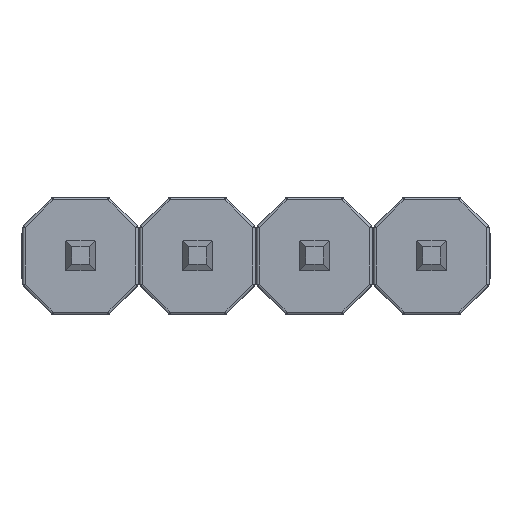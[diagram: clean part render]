
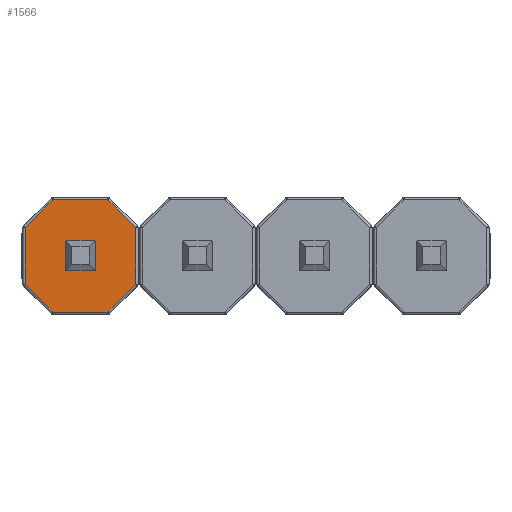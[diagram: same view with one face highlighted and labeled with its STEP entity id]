
A CAD part, top view. The second image highlights one B-rep face of the part: STEP entity #1566.
In plain terms, the highlighted planar face has unit normal (0, 0, 1).
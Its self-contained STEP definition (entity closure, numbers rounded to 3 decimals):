
#96=FACE_BOUND('',#310,.T.);
#217=FACE_OUTER_BOUND('',#309,.T.);
#309=EDGE_LOOP('',(#1182,#1183,#1184,#1185,#1186,#1187,#1188,#1189));
#310=EDGE_LOOP('',(#1190,#1191,#1192,#1193,#1194,#1195,#1196,#1197,#1198,
#1199,#1200,#1201));
#343=LINE('',#2300,#483);
#349=LINE('',#2312,#489);
#351=LINE('',#2318,#491);
#357=LINE('',#2330,#497);
#359=LINE('',#2335,#499);
#363=LINE('',#2342,#503);
#365=LINE('',#2347,#505);
#369=LINE('',#2354,#509);
#396=LINE('',#2477,#536);
#399=LINE('',#2509,#539);
#402=LINE('',#2532,#542);
#403=LINE('',#2540,#543);
#405=LINE('',#2543,#545);
#408=LINE('',#2549,#548);
#420=LINE('',#2567,#560);
#427=LINE('',#2578,#567);
#434=LINE('',#2591,#574);
#435=LINE('',#2592,#575);
#436=LINE('',#2593,#576);
#437=LINE('',#2594,#577);
#483=VECTOR('',#1824,10.);
#489=VECTOR('',#1832,10.);
#491=VECTOR('',#1836,10.);
#497=VECTOR('',#1844,10.);
#499=VECTOR('',#1848,10.);
#503=VECTOR('',#1854,10.);
#505=VECTOR('',#1858,10.);
#509=VECTOR('',#1864,10.);
#536=VECTOR('',#1995,10.);
#539=VECTOR('',#2034,10.);
#542=VECTOR('',#2063,10.);
#543=VECTOR('',#2074,10.);
#545=VECTOR('',#2078,10.);
#548=VECTOR('',#2087,10.);
#560=VECTOR('',#2111,10.);
#567=VECTOR('',#2126,10.);
#574=VECTOR('',#2145,10.);
#575=VECTOR('',#2146,10.);
#576=VECTOR('',#2147,10.);
#577=VECTOR('',#2148,10.);
#622=VERTEX_POINT('',#2296);
#624=VERTEX_POINT('',#2299);
#627=VERTEX_POINT('',#2306);
#629=VERTEX_POINT('',#2310);
#630=VERTEX_POINT('',#2314);
#632=VERTEX_POINT('',#2317);
#635=VERTEX_POINT('',#2324);
#637=VERTEX_POINT('',#2328);
#638=VERTEX_POINT('',#2332);
#641=VERTEX_POINT('',#2339);
#642=VERTEX_POINT('',#2344);
#645=VERTEX_POINT('',#2351);
#678=VERTEX_POINT('',#2445);
#683=VERTEX_POINT('',#2458);
#689=VERTEX_POINT('',#2472);
#695=VERTEX_POINT('',#2492);
#700=VERTEX_POINT('',#2505);
#705=VERTEX_POINT('',#2521);
#707=VERTEX_POINT('',#2527);
#709=VERTEX_POINT('',#2536);
#743=EDGE_CURVE('',#624,#622,#343,.T.);
#749=EDGE_CURVE('',#627,#629,#349,.T.);
#751=EDGE_CURVE('',#632,#630,#351,.T.);
#757=EDGE_CURVE('',#635,#637,#357,.T.);
#759=EDGE_CURVE('',#637,#638,#359,.T.);
#763=EDGE_CURVE('',#641,#624,#363,.T.);
#765=EDGE_CURVE('',#629,#642,#365,.T.);
#769=EDGE_CURVE('',#645,#632,#369,.T.);
#828=EDGE_CURVE('',#678,#689,#396,.T.);
#843=EDGE_CURVE('',#689,#700,#399,.T.);
#855=EDGE_CURVE('',#700,#707,#402,.T.);
#859=EDGE_CURVE('',#707,#709,#403,.T.);
#861=EDGE_CURVE('',#709,#705,#405,.T.);
#864=EDGE_CURVE('',#705,#695,#408,.T.);
#876=EDGE_CURVE('',#695,#683,#420,.T.);
#883=EDGE_CURVE('',#683,#678,#427,.T.);
#890=EDGE_CURVE('',#641,#638,#434,.T.);
#891=EDGE_CURVE('',#627,#622,#435,.T.);
#892=EDGE_CURVE('',#645,#642,#436,.T.);
#893=EDGE_CURVE('',#635,#630,#437,.T.);
#1182=ORIENTED_EDGE('',*,*,#828,.F.);
#1183=ORIENTED_EDGE('',*,*,#883,.F.);
#1184=ORIENTED_EDGE('',*,*,#876,.F.);
#1185=ORIENTED_EDGE('',*,*,#864,.F.);
#1186=ORIENTED_EDGE('',*,*,#861,.F.);
#1187=ORIENTED_EDGE('',*,*,#859,.F.);
#1188=ORIENTED_EDGE('',*,*,#855,.F.);
#1189=ORIENTED_EDGE('',*,*,#843,.F.);
#1190=ORIENTED_EDGE('',*,*,#759,.T.);
#1191=ORIENTED_EDGE('',*,*,#890,.F.);
#1192=ORIENTED_EDGE('',*,*,#763,.T.);
#1193=ORIENTED_EDGE('',*,*,#743,.T.);
#1194=ORIENTED_EDGE('',*,*,#891,.F.);
#1195=ORIENTED_EDGE('',*,*,#749,.T.);
#1196=ORIENTED_EDGE('',*,*,#765,.T.);
#1197=ORIENTED_EDGE('',*,*,#892,.F.);
#1198=ORIENTED_EDGE('',*,*,#769,.T.);
#1199=ORIENTED_EDGE('',*,*,#751,.T.);
#1200=ORIENTED_EDGE('',*,*,#893,.F.);
#1201=ORIENTED_EDGE('',*,*,#757,.T.);
#1389=PLANE('',#1766);
#1566=ADVANCED_FACE('',(#217,#96),#1389,.T.);
#1766=AXIS2_PLACEMENT_3D('',#2590,#2143,#2144);
#1824=DIRECTION('',(1.,0.,0.));
#1832=DIRECTION('',(1.,0.,0.));
#1836=DIRECTION('',(-1.,0.,0.));
#1844=DIRECTION('',(-1.,0.,0.));
#1848=DIRECTION('',(0.,1.,0.));
#1854=DIRECTION('',(0.,1.,0.));
#1858=DIRECTION('',(0.,-1.,0.));
#1864=DIRECTION('',(0.,-1.,0.));
#1995=DIRECTION('',(0.707,0.707,0.));
#2034=DIRECTION('',(1.,0.,0.));
#2063=DIRECTION('',(0.707,-0.707,0.));
#2074=DIRECTION('',(0.,-1.,0.));
#2078=DIRECTION('',(-0.707,-0.707,0.));
#2087=DIRECTION('',(-1.,0.,0.));
#2111=DIRECTION('',(-0.707,0.707,0.));
#2126=DIRECTION('',(0.,1.,0.));
#2143=DIRECTION('center_axis',(0.,0.,1.));
#2144=DIRECTION('ref_axis',(1.,0.,0.));
#2145=DIRECTION('',(0.,-1.,0.));
#2146=DIRECTION('',(-1.,0.,0.));
#2147=DIRECTION('',(0.,1.,0.));
#2148=DIRECTION('',(1.,0.,0.));
#2296=CARTESIAN_POINT('',(-0.295,0.318,2.5));
#2299=CARTESIAN_POINT('',(-0.32,0.317,2.5));
#2300=CARTESIAN_POINT('',(-0.16,0.317,2.5));
#2306=CARTESIAN_POINT('',(0.295,0.317,2.5));
#2310=CARTESIAN_POINT('',(0.32,0.317,2.5));
#2312=CARTESIAN_POINT('',(-0.16,0.317,2.5));
#2314=CARTESIAN_POINT('',(0.295,-0.323,2.5));
#2317=CARTESIAN_POINT('',(0.32,-0.323,2.5));
#2318=CARTESIAN_POINT('',(0.16,-0.323,2.5));
#2324=CARTESIAN_POINT('',(-0.295,-0.323,2.5));
#2328=CARTESIAN_POINT('',(-0.32,-0.323,2.5));
#2330=CARTESIAN_POINT('',(0.16,-0.323,2.5));
#2332=CARTESIAN_POINT('',(-0.32,-0.297,2.5));
#2335=CARTESIAN_POINT('',(-0.32,-0.163,2.5));
#2339=CARTESIAN_POINT('',(-0.32,0.292,2.5));
#2342=CARTESIAN_POINT('',(-0.32,-0.163,2.5));
#2344=CARTESIAN_POINT('',(0.32,0.292,2.5));
#2347=CARTESIAN_POINT('',(0.32,0.157,2.5));
#2351=CARTESIAN_POINT('',(0.32,-0.297,2.5));
#2354=CARTESIAN_POINT('',(0.32,0.157,2.5));
#2445=CARTESIAN_POINT('',(-1.2,0.612,2.5));
#2458=CARTESIAN_POINT('',(-1.2,-0.617,2.5));
#2472=CARTESIAN_POINT('',(-0.594,1.218,2.5));
#2477=CARTESIAN_POINT('',(-0.902,0.91,2.5));
#2492=CARTESIAN_POINT('',(-0.594,-1.223,2.5));
#2505=CARTESIAN_POINT('',(0.594,1.218,2.5));
#2509=CARTESIAN_POINT('',(0.625,1.218,2.5));
#2521=CARTESIAN_POINT('',(0.594,-1.223,2.5));
#2527=CARTESIAN_POINT('',(1.2,0.612,2.5));
#2532=CARTESIAN_POINT('',(0.902,0.91,2.5));
#2536=CARTESIAN_POINT('',(1.2,-0.617,2.5));
#2540=CARTESIAN_POINT('',(1.2,-0.638,2.5));
#2543=CARTESIAN_POINT('',(0.902,-0.915,2.5));
#2549=CARTESIAN_POINT('',(-0.625,-1.223,2.5));
#2567=CARTESIAN_POINT('',(-0.902,-0.915,2.5));
#2578=CARTESIAN_POINT('',(-1.2,0.632,2.5));
#2590=CARTESIAN_POINT('Origin',(0.,-0.003,2.5));
#2591=CARTESIAN_POINT('',(-0.32,-0.003,2.5));
#2592=CARTESIAN_POINT('',(0.,0.318,2.5));
#2593=CARTESIAN_POINT('',(0.32,-0.003,2.5));
#2594=CARTESIAN_POINT('',(0.,-0.323,2.5));
